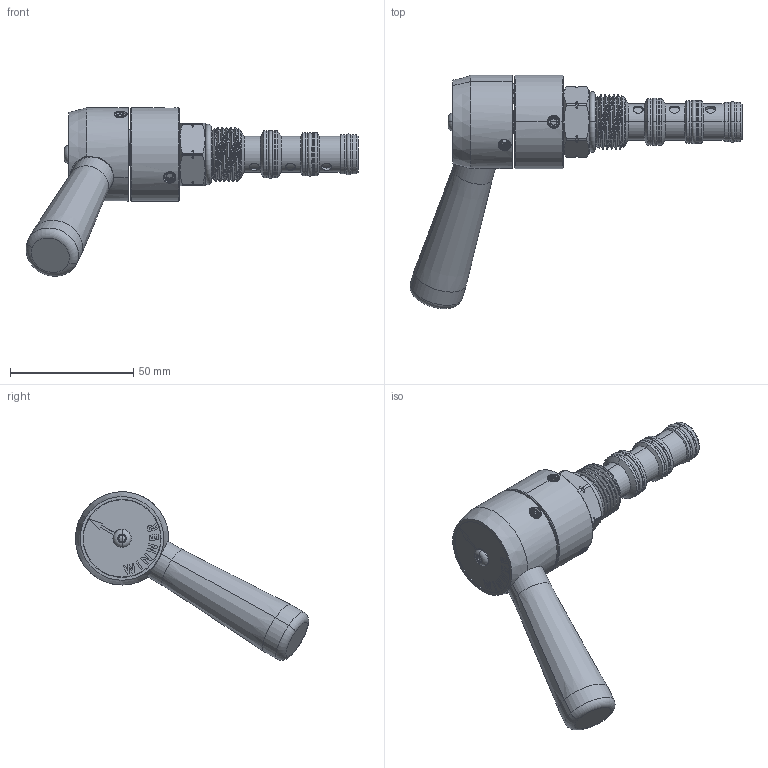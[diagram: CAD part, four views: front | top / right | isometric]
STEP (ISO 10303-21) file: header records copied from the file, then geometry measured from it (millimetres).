
FILE_DESCRIPTION (( 'STEP AP203' ), '1' );
FILE_NAME ('DR10W4A10R-1.STEP', '2024-06-07T00:59:34', ( '' ), ( '' ), 'SwSTEP 2.0', 'SolidWorks 2018', '' );
FILE_SCHEMA (( 'CONFIG_CONTROL_DESIGN' ));
Length unit declared in the file: millimetre
Products named in the file (1): DR10W4A10R-1
Bounding box: 134.89 x 94.74 x 68.43 mm (x, y, z)
Volume: 87225.3 mm3; surface area: 22329.1 mm2
Topology: 1 solids, 2 shells, 696 faces, 1783 edges, 1130 vertices
Faces by surface type: cylinder 291, plane 177, cone 131, bspline 67, torus 30
Entity records: 79600 total; most frequent: CARTESIAN_POINT 64136, ORIENTED_EDGE 3542, DIRECTION 2807, EDGE_CURVE 1771, VERTEX_POINT 1130, AXIS2_PLACEMENT_3D 1081, EDGE_LOOP 759, ADVANCED_FACE 696
